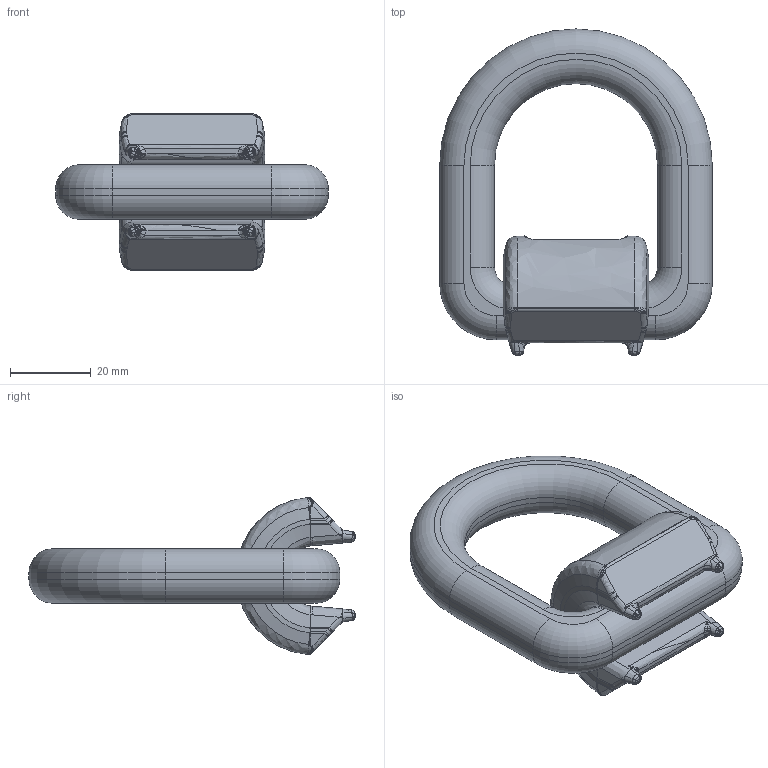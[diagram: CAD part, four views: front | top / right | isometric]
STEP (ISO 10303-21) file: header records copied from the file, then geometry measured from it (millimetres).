
FILE_DESCRIPTION (( 'STEP AP203' ), '1' );
FILE_NAME ('Baugr_APA_1,12_Stepversion.STEP', '2024-08-07T12:19:14', ( '' ), ( '' ), 'SwSTEP 2.0', 'SolidWorks 2024', '' );
FILE_SCHEMA (( 'CONFIG_CONTROL_DESIGN' ));
Length unit declared in the file: millimetre
Products named in the file (3): APA1,12_Stepversion_APA 1,12 Schmiedeteil; Baugr_APA_1,12_Stepversion; apa 1_12 bock
Assembly tree (2 placements, depth 2):
  Baugr_APA_1,12_Stepversion
    APA1,12_Stepversion_APA 1,12 Schmiedeteil
    apa 1_12 bock
Bounding box: 67.5 x 80.75 x 38.87 mm (x, y, z)
Volume: 52217.9 mm3; surface area: 14372.9 mm2
Topology: 2 solids, 2 shells, 505 faces, 1267 edges, 755 vertices
Faces by surface type: bspline 440, plane 35, cylinder 18, torus 12
Entity records: 28703 total; most frequent: CARTESIAN_POINT 20370, ORIENTED_EDGE 2510, EDGE_CURVE 1255, VERTEX_POINT 755, B_SPLINE_CURVE_WITH_KNOTS 703, DIRECTION 555, EDGE_LOOP 508, ADVANCED_FACE 505
